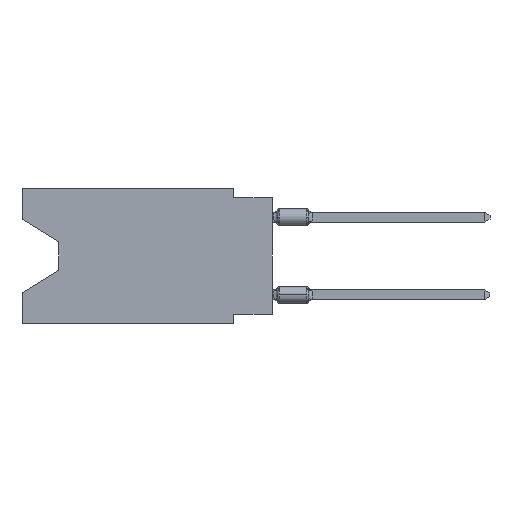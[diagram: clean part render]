
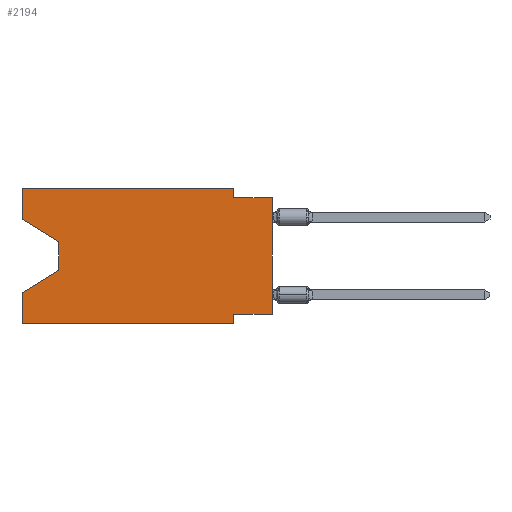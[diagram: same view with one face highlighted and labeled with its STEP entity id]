
A CAD part, left-side view. The second image highlights one B-rep face of the part: STEP entity #2194.
In plain terms, the highlighted planar face has unit normal (-1, 0, 0).
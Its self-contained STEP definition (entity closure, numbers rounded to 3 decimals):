
#8 = CARTESIAN_POINT ( 'NONE',  ( 0., 16.383, 0. ) ) ;
#94 = DIRECTION ( 'NONE',  ( 0., 0., 1. ) ) ;
#271 = ORIENTED_EDGE ( 'NONE', *, *, #7299, .F. ) ;
#330 = DIRECTION ( 'NONE',  ( 1., 0., 0. ) ) ;
#385 = CARTESIAN_POINT ( 'NONE',  ( 0., 16.383, -8.89 ) ) ;
#1188 = CARTESIAN_POINT ( 'NONE',  ( 0., 16.383, -2.038 ) ) ;
#1223 = DIRECTION ( 'NONE',  ( 0., -0.855, -0.519 ) ) ;
#1482 = FACE_OUTER_BOUND ( 'NONE', #13129, .T. ) ;
#1649 = EDGE_CURVE ( 'NONE', #14958, #13014, #12149, .T. ) ;
#1698 = CARTESIAN_POINT ( 'NONE',  ( 0., 0., 0. ) ) ;
#1774 = CARTESIAN_POINT ( 'NONE',  ( 0., 16.383, -8.89 ) ) ;
#1807 = VECTOR ( 'NONE', #6500, 1000. ) ;
#2194 = ADVANCED_FACE ( 'NONE', ( #1482 ), #4958, .F. ) ;
#2200 = VERTEX_POINT ( 'NONE', #7819 ) ;
#2273 = CARTESIAN_POINT ( 'NONE',  ( 0., 0., -8.255 ) ) ;
#2529 = VERTEX_POINT ( 'NONE', #385 ) ;
#2609 = VECTOR ( 'NONE', #9759, 1000. ) ;
#2619 = LINE ( 'NONE', #13551, #14374 ) ;
#2718 = EDGE_CURVE ( 'NONE', #9945, #6650, #3600, .T. ) ;
#3055 = EDGE_CURVE ( 'NONE', #8332, #14958, #8999, .T. ) ;
#3106 = DIRECTION ( 'NONE',  ( 0., 0., -1. ) ) ;
#3143 = LINE ( 'NONE', #3372, #6425 ) ;
#3372 = CARTESIAN_POINT ( 'NONE',  ( 0., 0., -8.255 ) ) ;
#3546 = LINE ( 'NONE', #10718, #12425 ) ;
#3553 = CARTESIAN_POINT ( 'NONE',  ( 0., 16.383, -2.038 ) ) ;
#3600 = LINE ( 'NONE', #5909, #4414 ) ;
#3678 = EDGE_CURVE ( 'NONE', #2529, #6650, #14193, .T. ) ;
#4021 = EDGE_CURVE ( 'NONE', #8332, #8536, #8333, .T. ) ;
#4369 = ORIENTED_EDGE ( 'NONE', *, *, #1649, .F. ) ;
#4414 = VECTOR ( 'NONE', #7150, 1000. ) ;
#4612 = DIRECTION ( 'NONE',  ( 0., 0., -1. ) ) ;
#4958 = PLANE ( 'NONE',  #5532 ) ;
#4996 = EDGE_CURVE ( 'NONE', #13422, #12623, #7586, .T. ) ;
#5061 = DIRECTION ( 'NONE',  ( 0., 0., -1. ) ) ;
#5532 = AXIS2_PLACEMENT_3D ( 'NONE', #9671, #330, #3106 ) ;
#5546 = ORIENTED_EDGE ( 'NONE', *, *, #11879, .T. ) ;
#5588 = CARTESIAN_POINT ( 'NONE',  ( 0., 16.383, 0. ) ) ;
#5909 = CARTESIAN_POINT ( 'NONE',  ( 0., 13.97, -5.385 ) ) ;
#5915 = ORIENTED_EDGE ( 'NONE', *, *, #2718, .T. ) ;
#6208 = CARTESIAN_POINT ( 'NONE',  ( 0., 16.383, 0. ) ) ;
#6419 = DIRECTION ( 'NONE',  ( 0., 0., 1. ) ) ;
#6425 = VECTOR ( 'NONE', #7859, 1000. ) ;
#6454 = EDGE_CURVE ( 'NONE', #7512, #12623, #2619, .T. ) ;
#6500 = DIRECTION ( 'NONE',  ( 0., -1., 0. ) ) ;
#6650 = VERTEX_POINT ( 'NONE', #13846 ) ;
#6727 = EDGE_CURVE ( 'NONE', #13422, #2200, #3143, .T. ) ;
#6872 = ORIENTED_EDGE ( 'NONE', *, *, #4021, .T. ) ;
#7041 = ORIENTED_EDGE ( 'NONE', *, *, #3055, .F. ) ;
#7150 = DIRECTION ( 'NONE',  ( 0., 0.855, -0.519 ) ) ;
#7299 = EDGE_CURVE ( 'NONE', #2200, #7842, #13279, .T. ) ;
#7385 = VECTOR ( 'NONE', #6419, 1000. ) ;
#7512 = VERTEX_POINT ( 'NONE', #10668 ) ;
#7570 = DIRECTION ( 'NONE',  ( 0., -1., 0. ) ) ;
#7586 = LINE ( 'NONE', #1698, #7385 ) ;
#7673 = VECTOR ( 'NONE', #11241, 1000. ) ;
#7730 = LINE ( 'NONE', #1774, #1807 ) ;
#7819 = CARTESIAN_POINT ( 'NONE',  ( 0., 2.54, -8.255 ) ) ;
#7842 = VERTEX_POINT ( 'NONE', #13495 ) ;
#7859 = DIRECTION ( 'NONE',  ( 0., 1., 0. ) ) ;
#8332 = VERTEX_POINT ( 'NONE', #1188 ) ;
#8333 = LINE ( 'NONE', #3553, #10199 ) ;
#8536 = VERTEX_POINT ( 'NONE', #10214 ) ;
#8821 = ORIENTED_EDGE ( 'NONE', *, *, #6727, .F. ) ;
#8999 = LINE ( 'NONE', #5588, #7673 ) ;
#9671 = CARTESIAN_POINT ( 'NONE',  ( 0., 16.383, 0. ) ) ;
#9734 = EDGE_CURVE ( 'NONE', #8536, #9945, #3546, .T. ) ;
#9759 = DIRECTION ( 'NONE',  ( 0., -1., 0. ) ) ;
#9763 = CARTESIAN_POINT ( 'NONE',  ( 0., 2.54, 0. ) ) ;
#9945 = VERTEX_POINT ( 'NONE', #13739 ) ;
#10109 = ORIENTED_EDGE ( 'NONE', *, *, #3678, .F. ) ;
#10199 = VECTOR ( 'NONE', #1223, 1000. ) ;
#10214 = CARTESIAN_POINT ( 'NONE',  ( 0., 13.97, -3.505 ) ) ;
#10668 = CARTESIAN_POINT ( 'NONE',  ( 0., 2.54, -0.635 ) ) ;
#10718 = CARTESIAN_POINT ( 'NONE',  ( 0., 13.97, -3.505 ) ) ;
#10889 = ORIENTED_EDGE ( 'NONE', *, *, #6454, .F. ) ;
#10975 = CARTESIAN_POINT ( 'NONE',  ( 0., 2.54, 0. ) ) ;
#11241 = DIRECTION ( 'NONE',  ( 0., 0., 1. ) ) ;
#11524 = CARTESIAN_POINT ( 'NONE',  ( 0., 16.383, 0. ) ) ;
#11879 = EDGE_CURVE ( 'NONE', #2529, #7842, #7730, .T. ) ;
#12004 = ORIENTED_EDGE ( 'NONE', *, *, #4996, .T. ) ;
#12149 = LINE ( 'NONE', #6208, #2609 ) ;
#12234 = CARTESIAN_POINT ( 'NONE',  ( 0., 0., -0.635 ) ) ;
#12288 = CARTESIAN_POINT ( 'NONE',  ( 0., 2.54, -8.89 ) ) ;
#12425 = VECTOR ( 'NONE', #4612, 1000. ) ;
#12623 = VERTEX_POINT ( 'NONE', #12234 ) ;
#13014 = VERTEX_POINT ( 'NONE', #10975 ) ;
#13114 = VECTOR ( 'NONE', #94, 1000. ) ;
#13129 = EDGE_LOOP ( 'NONE', ( #6872, #13571, #5915, #10109, #5546, #271, #8821, #12004, #10889, #14701, #4369, #7041 ) ) ;
#13279 = LINE ( 'NONE', #12288, #13793 ) ;
#13422 = VERTEX_POINT ( 'NONE', #2273 ) ;
#13495 = CARTESIAN_POINT ( 'NONE',  ( 0., 2.54, -8.89 ) ) ;
#13551 = CARTESIAN_POINT ( 'NONE',  ( 0., 0., -0.635 ) ) ;
#13571 = ORIENTED_EDGE ( 'NONE', *, *, #9734, .T. ) ;
#13739 = CARTESIAN_POINT ( 'NONE',  ( 0., 13.97, -5.385 ) ) ;
#13793 = VECTOR ( 'NONE', #14512, 1000. ) ;
#13846 = CARTESIAN_POINT ( 'NONE',  ( 0., 16.383, -6.852 ) ) ;
#14193 = LINE ( 'NONE', #8, #13114 ) ;
#14343 = VECTOR ( 'NONE', #5061, 1000. ) ;
#14374 = VECTOR ( 'NONE', #7570, 1000. ) ;
#14377 = LINE ( 'NONE', #9763, #14343 ) ;
#14512 = DIRECTION ( 'NONE',  ( 0., 0., -1. ) ) ;
#14586 = EDGE_CURVE ( 'NONE', #13014, #7512, #14377, .T. ) ;
#14701 = ORIENTED_EDGE ( 'NONE', *, *, #14586, .F. ) ;
#14958 = VERTEX_POINT ( 'NONE', #11524 ) ;
